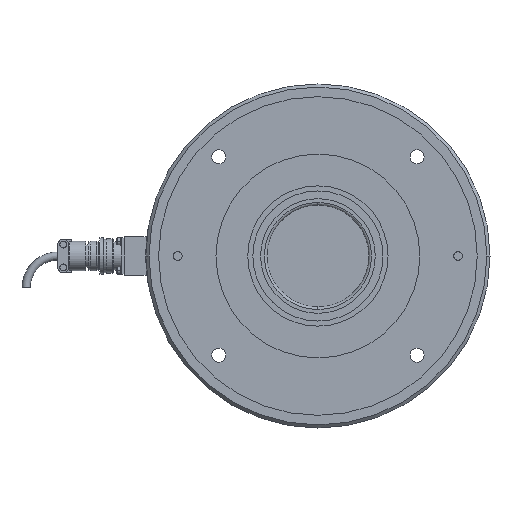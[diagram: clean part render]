
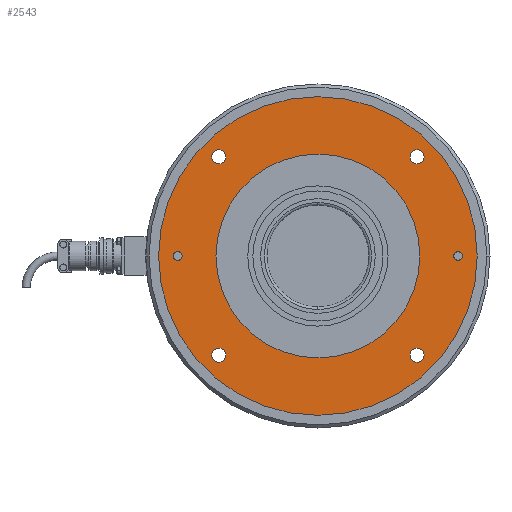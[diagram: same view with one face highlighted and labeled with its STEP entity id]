
A CAD part, left-side view. The second image highlights one B-rep face of the part: STEP entity #2543.
In plain terms, the highlighted face is planar.
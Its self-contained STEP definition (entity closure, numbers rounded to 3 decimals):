
#1959=CARTESIAN_POINT('',(3.1,80.0,0.0));
#1960=VERTEX_POINT('',#1959);
#1976=CARTESIAN_POINT('',(3.1,-80.0,0.));
#1977=VERTEX_POINT('',#1976);
#1984=CARTESIAN_POINT('',(3.1,0.0,0.0));
#1985=DIRECTION('',(1.0,0.0,0.0));
#1986=DIRECTION('',(0.0,1.0,0.0));
#1987=AXIS2_PLACEMENT_3D('',#1984,#1985,#1986);
#1988=CIRCLE('',#1987,80.0);
#1989=EDGE_CURVE('',#1977,#1960,#1988,.T.);
#1999=CARTESIAN_POINT('',(3.1,125.0,0.0));
#2000=VERTEX_POINT('',#1999);
#2009=CARTESIAN_POINT('',(3.1,-125.0,0.));
#2010=VERTEX_POINT('',#2009);
#2011=CARTESIAN_POINT('',(3.1,0.0,0.0));
#2012=DIRECTION('',(1.0,0.0,0.0));
#2013=DIRECTION('',(0.0,1.0,0.0));
#2014=AXIS2_PLACEMENT_3D('',#2011,#2012,#2013);
#2015=CIRCLE('',#2014,125.0);
#2016=EDGE_CURVE('',#2010,#2000,#2015,.T.);
#2041=CARTESIAN_POINT('',(3.1,-77.782,72.282));
#2042=VERTEX_POINT('',#2041);
#2051=CARTESIAN_POINT('',(3.1,-77.782,83.282));
#2052=VERTEX_POINT('',#2051);
#2053=CARTESIAN_POINT('',(3.1,-77.782,77.782));
#2054=DIRECTION('',(-1.0,0.0,0.0));
#2055=DIRECTION('',(0.0,0.0,-1.0));
#2056=AXIS2_PLACEMENT_3D('',#2053,#2054,#2055);
#2057=CIRCLE('',#2056,5.5);
#2058=EDGE_CURVE('',#2052,#2042,#2057,.T.);
#2083=CARTESIAN_POINT('',(3.1,0.,106.544));
#2084=VERTEX_POINT('',#2083);
#2093=CARTESIAN_POINT('',(3.1,0.,113.456));
#2094=VERTEX_POINT('',#2093);
#2095=CARTESIAN_POINT('',(3.1,0.,110.0));
#2096=DIRECTION('',(-1.0,0.0,0.0));
#2097=DIRECTION('',(0.0,0.0,-1.0));
#2098=AXIS2_PLACEMENT_3D('',#2095,#2096,#2097);
#2099=CIRCLE('',#2098,3.456);
#2100=EDGE_CURVE('',#2094,#2084,#2099,.T.);
#2125=CARTESIAN_POINT('',(3.1,-72.282,-77.782));
#2126=VERTEX_POINT('',#2125);
#2135=CARTESIAN_POINT('',(3.1,-83.282,-77.782));
#2136=VERTEX_POINT('',#2135);
#2137=CARTESIAN_POINT('',(3.1,-77.782,-77.782));
#2138=DIRECTION('',(-1.0,0.0,0.0));
#2139=DIRECTION('',(0.0,1.0,0.0));
#2140=AXIS2_PLACEMENT_3D('',#2137,#2138,#2139);
#2141=CIRCLE('',#2140,5.5);
#2142=EDGE_CURVE('',#2136,#2126,#2141,.T.);
#2167=CARTESIAN_POINT('',(3.1,77.782,-72.282));
#2168=VERTEX_POINT('',#2167);
#2177=CARTESIAN_POINT('',(3.1,77.782,-83.282));
#2178=VERTEX_POINT('',#2177);
#2179=CARTESIAN_POINT('',(3.1,77.782,-77.782));
#2180=DIRECTION('',(-1.0,0.0,0.0));
#2181=DIRECTION('',(0.0,0.0,1.0));
#2182=AXIS2_PLACEMENT_3D('',#2179,#2180,#2181);
#2183=CIRCLE('',#2182,5.5);
#2184=EDGE_CURVE('',#2178,#2168,#2183,.T.);
#2209=CARTESIAN_POINT('',(3.1,72.282,77.782));
#2210=VERTEX_POINT('',#2209);
#2219=CARTESIAN_POINT('',(3.1,83.282,77.782));
#2220=VERTEX_POINT('',#2219);
#2221=CARTESIAN_POINT('',(3.1,77.782,77.782));
#2222=DIRECTION('',(-1.0,0.0,0.0));
#2223=DIRECTION('',(0.0,-1.0,0.0));
#2224=AXIS2_PLACEMENT_3D('',#2221,#2222,#2223);
#2225=CIRCLE('',#2224,5.5);
#2226=EDGE_CURVE('',#2220,#2210,#2225,.T.);
#2251=CARTESIAN_POINT('',(3.1,0.,-106.544));
#2252=VERTEX_POINT('',#2251);
#2261=CARTESIAN_POINT('',(3.1,0.,-113.456));
#2262=VERTEX_POINT('',#2261);
#2263=CARTESIAN_POINT('',(3.1,0.,-110.0));
#2264=DIRECTION('',(-1.0,0.0,0.0));
#2265=DIRECTION('',(0.0,0.0,1.0));
#2266=AXIS2_PLACEMENT_3D('',#2263,#2264,#2265);
#2267=CIRCLE('',#2266,3.456);
#2268=EDGE_CURVE('',#2262,#2252,#2267,.T.);
#2302=CARTESIAN_POINT('',(3.1,0.,-110.0));
#2303=DIRECTION('',(-1.0,0.0,0.0));
#2304=DIRECTION('',(0.0,0.0,1.0));
#2305=AXIS2_PLACEMENT_3D('',#2302,#2303,#2304);
#2306=CIRCLE('',#2305,3.456);
#2307=EDGE_CURVE('',#2252,#2262,#2306,.T.);
#2326=CARTESIAN_POINT('',(3.1,77.782,77.782));
#2327=DIRECTION('',(-1.0,0.0,0.0));
#2328=DIRECTION('',(0.0,-1.0,0.0));
#2329=AXIS2_PLACEMENT_3D('',#2326,#2327,#2328);
#2330=CIRCLE('',#2329,5.5);
#2331=EDGE_CURVE('',#2210,#2220,#2330,.T.);
#2350=CARTESIAN_POINT('',(3.1,77.782,-77.782));
#2351=DIRECTION('',(-1.0,0.0,0.0));
#2352=DIRECTION('',(0.0,0.0,1.0));
#2353=AXIS2_PLACEMENT_3D('',#2350,#2351,#2352);
#2354=CIRCLE('',#2353,5.5);
#2355=EDGE_CURVE('',#2168,#2178,#2354,.T.);
#2374=CARTESIAN_POINT('',(3.1,-77.782,-77.782));
#2375=DIRECTION('',(-1.0,0.0,0.0));
#2376=DIRECTION('',(0.0,1.0,0.0));
#2377=AXIS2_PLACEMENT_3D('',#2374,#2375,#2376);
#2378=CIRCLE('',#2377,5.5);
#2379=EDGE_CURVE('',#2126,#2136,#2378,.T.);
#2398=CARTESIAN_POINT('',(3.1,0.,110.0));
#2399=DIRECTION('',(-1.0,0.0,0.0));
#2400=DIRECTION('',(0.0,0.0,-1.0));
#2401=AXIS2_PLACEMENT_3D('',#2398,#2399,#2400);
#2402=CIRCLE('',#2401,3.456);
#2403=EDGE_CURVE('',#2084,#2094,#2402,.T.);
#2422=CARTESIAN_POINT('',(3.1,-77.782,77.782));
#2423=DIRECTION('',(-1.0,0.0,0.0));
#2424=DIRECTION('',(0.0,0.0,-1.0));
#2425=AXIS2_PLACEMENT_3D('',#2422,#2423,#2424);
#2426=CIRCLE('',#2425,5.5);
#2427=EDGE_CURVE('',#2042,#2052,#2426,.T.);
#2490=CARTESIAN_POINT('',(3.1,0.0,0.0));
#2491=DIRECTION('',(1.0,0.0,0.0));
#2492=DIRECTION('',(0.0,1.0,0.0));
#2493=AXIS2_PLACEMENT_3D('',#2490,#2491,#2492);
#2494=CIRCLE('',#2493,125.0);
#2495=EDGE_CURVE('',#2000,#2010,#2494,.T.);
#2500=CARTESIAN_POINT('',(3.1,102.5,0.0));
#2501=DIRECTION('',(1.0,0.0,0.0));
#2502=DIRECTION('',(0.0,0.0,-1.0));
#2503=AXIS2_PLACEMENT_3D('',#2500,#2501,#2502);
#2504=PLANE('',#2503);
#2505=ORIENTED_EDGE('',*,*,#2495,.T.);
#2506=ORIENTED_EDGE('',*,*,#2016,.T.);
#2507=EDGE_LOOP('',(#2505,#2506));
#2508=FACE_OUTER_BOUND('',#2507,.T.);
#2509=ORIENTED_EDGE('',*,*,#2307,.T.);
#2510=ORIENTED_EDGE('',*,*,#2268,.T.);
#2511=EDGE_LOOP('',(#2509,#2510));
#2512=FACE_BOUND('',#2511,.T.);
#2513=ORIENTED_EDGE('',*,*,#2331,.T.);
#2514=ORIENTED_EDGE('',*,*,#2226,.T.);
#2515=EDGE_LOOP('',(#2513,#2514));
#2516=FACE_BOUND('',#2515,.T.);
#2517=ORIENTED_EDGE('',*,*,#2355,.T.);
#2518=ORIENTED_EDGE('',*,*,#2184,.T.);
#2519=EDGE_LOOP('',(#2517,#2518));
#2520=FACE_BOUND('',#2519,.T.);
#2521=ORIENTED_EDGE('',*,*,#2379,.T.);
#2522=ORIENTED_EDGE('',*,*,#2142,.T.);
#2523=EDGE_LOOP('',(#2521,#2522));
#2524=FACE_BOUND('',#2523,.T.);
#2525=ORIENTED_EDGE('',*,*,#2403,.T.);
#2526=ORIENTED_EDGE('',*,*,#2100,.T.);
#2527=EDGE_LOOP('',(#2525,#2526));
#2528=FACE_BOUND('',#2527,.T.);
#2529=ORIENTED_EDGE('',*,*,#2427,.T.);
#2530=ORIENTED_EDGE('',*,*,#2058,.T.);
#2531=EDGE_LOOP('',(#2529,#2530));
#2532=FACE_BOUND('',#2531,.T.);
#2533=CARTESIAN_POINT('',(3.1,0.0,0.0));
#2534=DIRECTION('',(1.0,0.0,0.0));
#2535=DIRECTION('',(0.0,1.0,0.0));
#2536=AXIS2_PLACEMENT_3D('',#2533,#2534,#2535);
#2537=CIRCLE('',#2536,80.0);
#2538=EDGE_CURVE('',#1960,#1977,#2537,.T.);
#2539=ORIENTED_EDGE('',*,*,#2538,.F.);
#2540=ORIENTED_EDGE('',*,*,#1989,.F.);
#2541=EDGE_LOOP('',(#2539,#2540));
#2542=FACE_BOUND('',#2541,.T.);
#2543=ADVANCED_FACE('',(#2508,#2512,#2516,#2520,#2524,#2528,#2532,#2542),#2504,.T.);
